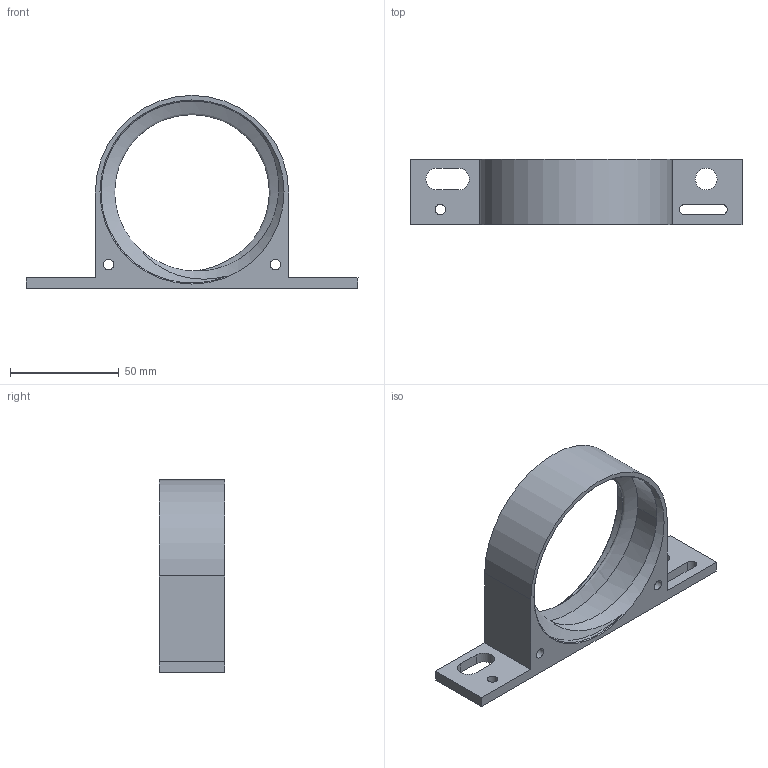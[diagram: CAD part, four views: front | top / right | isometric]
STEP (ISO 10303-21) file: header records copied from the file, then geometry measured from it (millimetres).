
FILE_DESCRIPTION(/* description */ (''),/* implementation_level */ '2;1');
FILE_NAME(/* name */ 'Schlauch-Halter',/* time_stamp */ '2025-07-14T08:05:36+02:00',/* author */ (''),/* organization */ (''),/* preprocessor_version */ 'ST-DEVELOPER v19.2',/* originating_system */ 'Rhino 8.22',/* authorisation */ '');
FILE_SCHEMA (('CONFIG_CONTROL_DESIGN'));
Length unit declared in the file: millimetre
Products named in the file (1): Document
Bounding box: 153 x 30 x 89 mm (x, y, z)
Volume: 58205.1 mm3; surface area: 28244.6 mm2
Topology: 1 solids, 1 shells, 28 faces, 77 edges, 51 vertices
Faces by surface type: plane 13, cylinder 12, bspline 3
Full cylindrical faces by diameter (mm): 4.8 x3, 10 x1, 84 x1
Entity records: 2958 total; most frequent: CARTESIAN_POINT 2254, ORIENTED_EDGE 154, EDGE_CURVE 77, DIRECTION 75, VERTEX_POINT 51, AXIS2_PLACEMENT_3D 50, EDGE_LOOP 42, B_SPLINE_CURVE_WITH_KNOTS 38
